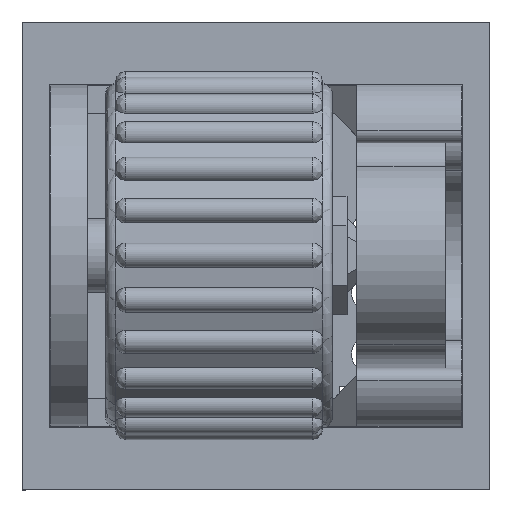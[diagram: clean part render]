
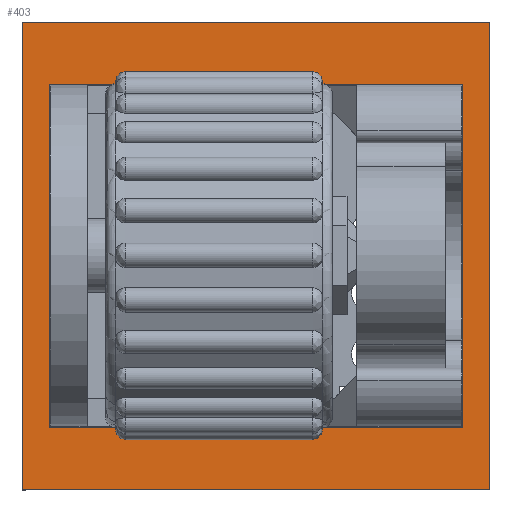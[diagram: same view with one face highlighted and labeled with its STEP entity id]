
A CAD part, top view. The second image highlights one B-rep face of the part: STEP entity #403.
In plain terms, the highlighted planar face has unit normal (0, 0, 1).
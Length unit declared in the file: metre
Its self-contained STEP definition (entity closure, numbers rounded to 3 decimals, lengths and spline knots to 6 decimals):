
#403=ADVANCED_FACE('2:74',(#1072,#1073),#1074,.T.);
#1072=FACE_BOUND('',#2054,.T.);
#1073=FACE_OUTER_BOUND('',#2055,.T.);
#1074=PLANE('',#2056);
#2054=EDGE_LOOP('',(#4677,#4678,#4679,#4680));
#2055=EDGE_LOOP('',(#4681,#4682,#4683,#4684));
#2056=AXIS2_PLACEMENT_3D('',#4685,#4686,#4687);
#4677=ORIENTED_EDGE('',*,*,#7212,.T.);
#4678=ORIENTED_EDGE('',*,*,#7213,.T.);
#4679=ORIENTED_EDGE('',*,*,#7214,.T.);
#4680=ORIENTED_EDGE('',*,*,#7215,.T.);
#4681=ORIENTED_EDGE('',*,*,#7216,.F.);
#4682=ORIENTED_EDGE('',*,*,#7217,.F.);
#4683=ORIENTED_EDGE('',*,*,#7218,.F.);
#4684=ORIENTED_EDGE('',*,*,#7204,.F.);
#4685=CARTESIAN_POINT('',(-0.043331,-0.040412,0.));
#4686=DIRECTION('',(0.,0.,1.0));
#4687=DIRECTION('',(1.0,0.,0.));
#7204=EDGE_CURVE('2:233',#8256,#8258,#8259,.T.);
#7212=EDGE_CURVE('2:251',#8271,#8272,#8273,.T.);
#7213=EDGE_CURVE('2:242',#8272,#8274,#8275,.T.);
#7214=EDGE_CURVE('2:245',#8274,#8276,#8277,.T.);
#7215=EDGE_CURVE('2:248',#8276,#8271,#8278,.T.);
#7216=EDGE_CURVE('2:236',#8279,#8256,#8280,.T.);
#7217=EDGE_CURVE('2:254',#8281,#8279,#8282,.T.);
#7218=EDGE_CURVE('2:239',#8258,#8281,#8283,.T.);
#8256=VERTEX_POINT('',#9766);
#8258=VERTEX_POINT('',#9769);
#8259=LINE('',#9770,#9771);
#8271=VERTEX_POINT('',#9788);
#8272=VERTEX_POINT('',#9789);
#8273=LINE('',#9790,#9791);
#8274=VERTEX_POINT('',#9792);
#8275=LINE('',#9793,#9794);
#8276=VERTEX_POINT('',#9795);
#8277=LINE('',#9796,#9797);
#8278=LINE('',#9798,#9799);
#8279=VERTEX_POINT('',#9800);
#8280=LINE('',#9801,#9802);
#8281=VERTEX_POINT('',#9803);
#8282=LINE('',#9804,#9805);
#8283=LINE('',#9806,#9807);
#9766=CARTESIAN_POINT('',(0.009525,-0.009525,0.));
#9769=CARTESIAN_POINT('',(-0.009525,-0.009525,0.));
#9770=CARTESIAN_POINT('',(-0.021665,-0.009525,0.));
#9771=VECTOR('',#12095,1.0);
#9788=CARTESIAN_POINT('',(-0.008425,0.007,0.));
#9789=CARTESIAN_POINT('',(0.008425,0.007,0.));
#9790=CARTESIAN_POINT('',(-0.021665,0.007,0.));
#9791=VECTOR('',#12101,1.0);
#9792=CARTESIAN_POINT('',(0.008425,-0.007,0.));
#9793=CARTESIAN_POINT('',(0.008425,-0.020156,0.));
#9794=VECTOR('',#12102,1.0);
#9795=CARTESIAN_POINT('',(-0.008425,-0.007,0.));
#9796=CARTESIAN_POINT('',(-0.021665,-0.007,0.));
#9797=VECTOR('',#12103,1.0);
#9798=CARTESIAN_POINT('',(-0.008425,-0.020156,0.));
#9799=VECTOR('',#12104,1.0);
#9800=CARTESIAN_POINT('',(0.009525,0.009525,0.));
#9801=CARTESIAN_POINT('',(0.009525,-0.020156,0.));
#9802=VECTOR('',#12105,1.0);
#9803=CARTESIAN_POINT('',(-0.009525,0.009525,0.));
#9804=CARTESIAN_POINT('',(-0.021665,0.009525,0.));
#9805=VECTOR('',#12106,1.0);
#9806=CARTESIAN_POINT('',(-0.009525,-0.020156,0.));
#9807=VECTOR('',#12107,1.0);
#12095=DIRECTION('',(-1.0,0.,0.));
#12101=DIRECTION('',(1.0,0.,0.));
#12102=DIRECTION('',(0.,-1.0,0.));
#12103=DIRECTION('',(-1.0,0.,0.));
#12104=DIRECTION('',(0.,1.0,0.));
#12105=DIRECTION('',(0.,-1.0,0.));
#12106=DIRECTION('',(1.0,0.,0.));
#12107=DIRECTION('',(0.,1.0,0.));
